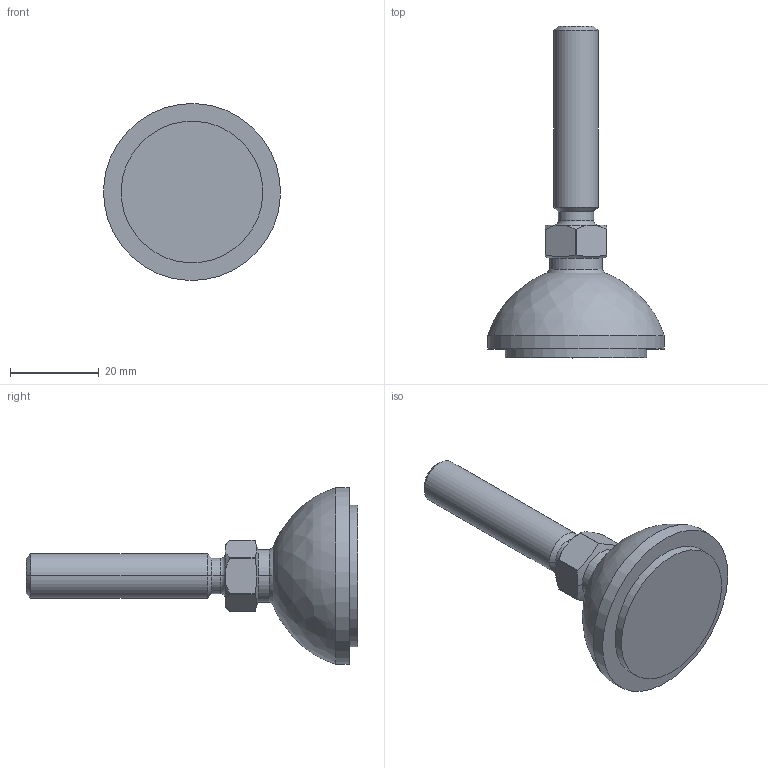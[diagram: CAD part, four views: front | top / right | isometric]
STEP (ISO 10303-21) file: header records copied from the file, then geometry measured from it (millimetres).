
FILE_DESCRIPTION((''),'2;1');
FILE_NAME('86415.stp','2021-08-11T14:47:11',('arma01'),(''),'Autodesk Inventor 2013','Autodesk Inventor 2013','');
FILE_SCHEMA(('AUTOMOTIVE_DESIGN { 1 0 10303 214 1 1 1 1 }'));
Length unit declared in the file: millimetre
Products named in the file (3): 86415; 86415- I; 86415- II
Assembly tree (2 placements, depth 2):
  86415
    86415- I
    86415- II
Bounding box: 39.96 x 75 x 39.96 mm (x, y, z)
Volume: 22861.3 mm3; surface area: 6544.6 mm2
Topology: 2 solids, 2 shells, 43 faces, 104 edges, 65 vertices
Faces by surface type: cylinder 15, cone 12, plane 11, torus 2, sphere 2, bspline 1
Full cylindrical faces by diameter (mm): 8 x1, 32 x1, 40 x1
Entity records: 1426 total; most frequent: CARTESIAN_POINT 365, DIRECTION 212, ORIENTED_EDGE 188, EDGE_CURVE 94, AXIS2_PLACEMENT_3D 91, VERTEX_POINT 61, EDGE_LOOP 49, CIRCLE 44
